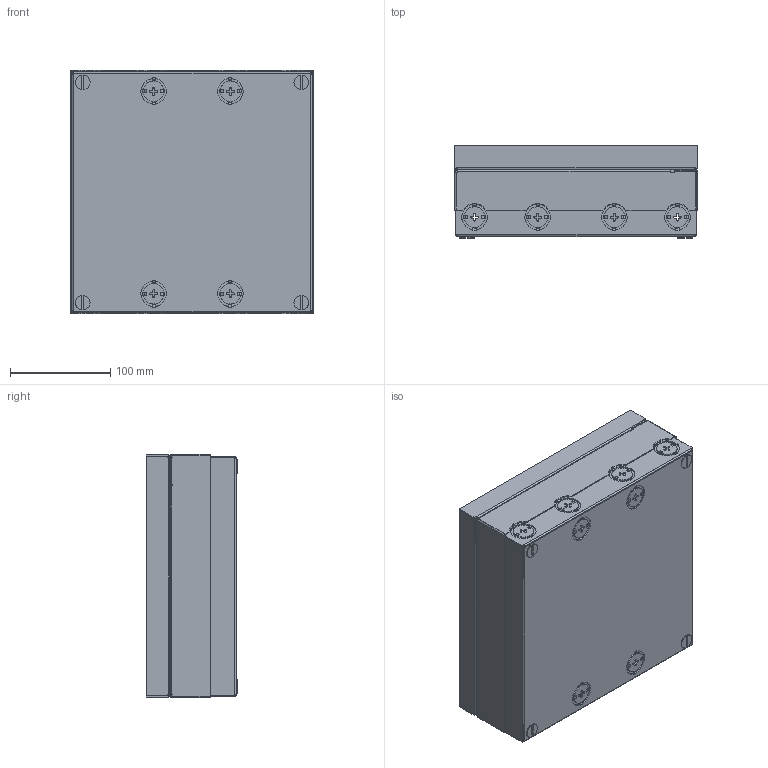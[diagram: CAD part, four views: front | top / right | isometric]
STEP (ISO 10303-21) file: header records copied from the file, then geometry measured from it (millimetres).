
FILE_DESCRIPTION (( 'STEP AP214' ), '1' );
FILE_NAME ('7427324.stp', '2017-03-13T14:44:19', ( '' ), ( '' ), 'SwSTEP 2.0', 'SolidWorks 2016', '' );
FILE_SCHEMA (( 'AUTOMOTIVE_DESIGN' ));
Length unit declared in the file: millimetre
Products named in the file (27): 052219_Standard; 024019_Standard; 35104390_Standard; 35011900_Standard; 35102009_Standard; P_0000001921_1_Standard; 60101B_Standard; P_0000002001_1_Standard; 42389C_Blindniet gek〉zt (Einbausituation) bei 2mm Blech; 35104669_Standard; 052202_Standard; 024003_Standard; 052181_39414510T1_VA; 30883B_Standard; 43064M_Standard; 7427324; 35014016_Standard; 52058FJ_Standard; 052180_Standard; 052200_Standard; 066167_Standard; 066166_Standard; 046359_Standard; 036167_Standard; 046279_Standard; 038603_Standard; 052199_Standard
Assembly tree (38 placements, depth 4):
  7427324
    052219_Standard
      052181_39414510T1_VA
      052202_Standard
      42389C_Blindniet gek〉zt (Einbausituation) bei 2mm Blech  x4
      60101B_Standard
      35102009_Standard
      35104390_Standard
    052200_Standard
      052199_Standard
      038603_Standard
      046359_Standard
        046279_Standard
        036167_Standard
      066167_Standard
        066166_Standard
    052180_Standard
    52058FJ_Standard  x4
    35014016_Standard  x4
    30883B_Standard
      43064M_Standard
    024019_Standard
      024003_Standard
      35104669_Standard  x2
      P_0000002001_1_Standard  x2
      P_0000001921_1_Standard
      35011900_Standard  x2
Bounding box: 242.5 x 91.6 x 242.8 mm (x, y, z)
Volume: 748613.6 mm3; surface area: 877898.4 mm2
Topology: 34 solids, 34 shells, 2439 faces, 6422 edges, 4013 vertices
Faces by surface type: plane 1551, cylinder 741, cone 96, torus 33, bspline 12, sphere 6
Entity records: 67694 total; most frequent: CARTESIAN_POINT 12351, DIRECTION 11266, ORIENTED_EDGE 11254, EDGE_CURVE 5627, VECTOR 3808, LINE 3808, AXIS2_PLACEMENT_3D 3729, VERTEX_POINT 3522
